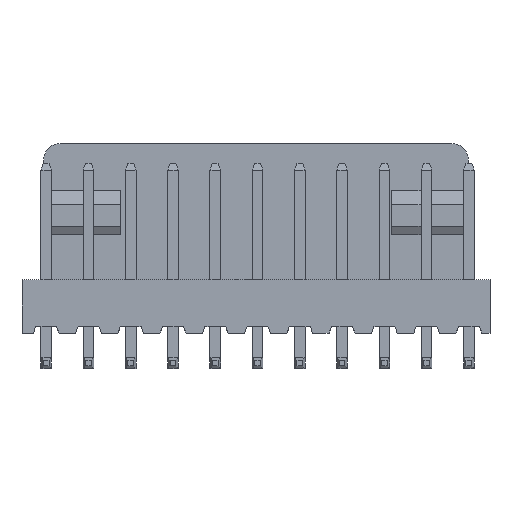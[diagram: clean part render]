
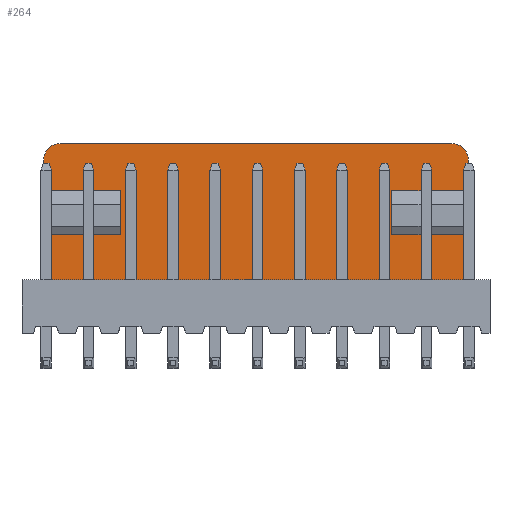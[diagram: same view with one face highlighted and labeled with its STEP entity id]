
A CAD part, top view. The second image highlights one B-rep face of the part: STEP entity #264.
In plain terms, the highlighted planar face has unit normal (0, 0, 1).
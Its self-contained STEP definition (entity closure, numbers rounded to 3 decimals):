
#264 = ADVANCED_FACE ( 'NONE', ( #3443 ), #4285, .T. ) ;
#1013 = VERTEX_POINT ( 'NONE', #5559 ) ;
#1016 = VERTEX_POINT ( 'NONE', #5562 ) ;
#1018 = VERTEX_POINT ( 'NONE', #5564 ) ;
#1022 = ORIENTED_EDGE ( 'NONE', *, *, #1756, .T. ) ;
#1033 = VERTEX_POINT ( 'NONE', #5566 ) ;
#1038 = ORIENTED_EDGE ( 'NONE', *, *, #1755, .F. ) ;
#1045 = VERTEX_POINT ( 'NONE', #5578 ) ;
#1054 = ORIENTED_EDGE ( 'NONE', *, *, #1757, .F. ) ;
#1061 = VERTEX_POINT ( 'NONE', #5589 ) ;
#1070 = ORIENTED_EDGE ( 'NONE', *, *, #1754, .F. ) ;
#1082 = VERTEX_POINT ( 'NONE', #5602 ) ;
#1084 = ORIENTED_EDGE ( 'NONE', *, *, #1753, .F. ) ;
#1086 = ORIENTED_EDGE ( 'NONE', *, *, #1732, .T. ) ;
#1100 = ORIENTED_EDGE ( 'NONE', *, *, #1752, .T. ) ;
#1102 = ORIENTED_EDGE ( 'NONE', *, *, #1727, .F. ) ;
#1113 = VERTEX_POINT ( 'NONE', #5621 ) ;
#1116 = ORIENTED_EDGE ( 'NONE', *, *, #1751, .F. ) ;
#1117 = ORIENTED_EDGE ( 'NONE', *, *, #1760, .T. ) ;
#1124 = VERTEX_POINT ( 'NONE', #5626 ) ;
#1129 = VERTEX_POINT ( 'NONE', #5630 ) ;
#1133 = ORIENTED_EDGE ( 'NONE', *, *, #1759, .F. ) ;
#1165 = ORIENTED_EDGE ( 'NONE', *, *, #1758, .T. ) ;
#1177 = VERTEX_POINT ( 'NONE', #5657 ) ;
#1180 = VERTEX_POINT ( 'NONE', #5660 ) ;
#1185 = VERTEX_POINT ( 'NONE', #5658 ) ;
#1188 = ORIENTED_EDGE ( 'NONE', *, *, #1742, .F. ) ;
#1190 = ORIENTED_EDGE ( 'NONE', *, *, #1750, .T. ) ;
#1288 = EDGE_LOOP ( 'NONE', ( #1116, #1100, #1084, #1086, #1070, #1102, #1038, #1022, #1054, #1188, #1165, #1190, #1133, #1117 ) ) ;
#1727 = EDGE_CURVE ( 'NONE', #2332, #1129, #5055, .T. ) ;
#1732 = EDGE_CURVE ( 'NONE', #1045, #1177, #5065, .T. ) ;
#1742 = EDGE_CURVE ( 'NONE', #1113, #1013, #5081, .T. ) ;
#1750 = EDGE_CURVE ( 'NONE', #1082, #1018, #5101, .T. ) ;
#1751 = EDGE_CURVE ( 'NONE', #1061, #1180, #5103, .T. ) ;
#1752 = EDGE_CURVE ( 'NONE', #1061, #1124, #5097, .T. ) ;
#1753 = EDGE_CURVE ( 'NONE', #1045, #1124, #5107, .T. ) ;
#1754 = EDGE_CURVE ( 'NONE', #1129, #1177, #5108, .T. ) ;
#1755 = EDGE_CURVE ( 'NONE', #1016, #2332, #5110, .T. ) ;
#1756 = EDGE_CURVE ( 'NONE', #1016, #1033, #5112, .T. ) ;
#1757 = EDGE_CURVE ( 'NONE', #1013, #1033, #5114, .T. ) ;
#1758 = EDGE_CURVE ( 'NONE', #1113, #1082, #5116, .T. ) ;
#1759 = EDGE_CURVE ( 'NONE', #1185, #1018, #5118, .T. ) ;
#1760 = EDGE_CURVE ( 'NONE', #1185, #1180, #5120, .T. ) ;
#2332 = VERTEX_POINT ( 'NONE', #7711 ) ;
#3443 = FACE_OUTER_BOUND ( 'NONE', #1288, .T. ) ;
#4285 = PLANE ( 'NONE',  #4567 ) ;
#4286 = CARTESIAN_POINT ( 'NONE',  ( 8.523, 53.751, -4.64 ) ) ;
#4291 = DIRECTION ( 'NONE',  ( 0., 0., 1. ) ) ;
#4292 = DIRECTION ( 'NONE',  ( 1., 0., 0. ) ) ;
#4567 = AXIS2_PLACEMENT_3D ( 'NONE', #4286, #4291, #4292 ) ;
#4680 = AXIS2_PLACEMENT_3D ( 'NONE', #6012, #6013, #6014 ) ;
#4681 = AXIS2_PLACEMENT_3D ( 'NONE', #6027, #6028, #6029 ) ;
#5055 = LINE ( 'NONE', #5960, #5058 ) ;
#5058 = VECTOR ( 'NONE', #5962, 1000. ) ;
#5065 = LINE ( 'NONE', #5970, #5068 ) ;
#5068 = VECTOR ( 'NONE', #5972, 1000. ) ;
#5081 = LINE ( 'NONE', #5975, #5088 ) ;
#5088 = VECTOR ( 'NONE', #5991, 1000. ) ;
#5097 = CIRCLE ( 'NONE', #4680, 1. ) ;
#5101 = LINE ( 'NONE', #6005, #5104 ) ;
#5103 = LINE ( 'NONE', #6007, #5106 ) ;
#5104 = VECTOR ( 'NONE', #6006, 1000. ) ;
#5106 = VECTOR ( 'NONE', #6009, 1000. ) ;
#5107 = LINE ( 'NONE', #6008, #5109 ) ;
#5108 = LINE ( 'NONE', #6015, #5111 ) ;
#5109 = VECTOR ( 'NONE', #6000, 1000. ) ;
#5110 = LINE ( 'NONE', #6017, #5113 ) ;
#5111 = VECTOR ( 'NONE', #6016, 1000. ) ;
#5112 = LINE ( 'NONE', #6019, #5115 ) ;
#5113 = VECTOR ( 'NONE', #6018, 1000. ) ;
#5114 = LINE ( 'NONE', #6021, #5117 ) ;
#5115 = VECTOR ( 'NONE', #6020, 1000. ) ;
#5116 = LINE ( 'NONE', #6023, #5119 ) ;
#5117 = VECTOR ( 'NONE', #6022, 1000. ) ;
#5118 = LINE ( 'NONE', #6025, #5121 ) ;
#5119 = VECTOR ( 'NONE', #6024, 1000. ) ;
#5120 = CIRCLE ( 'NONE', #4681, 1. ) ;
#5121 = VECTOR ( 'NONE', #6026, 1000. ) ;
#5559 = CARTESIAN_POINT ( 'NONE',  ( 35.343, 48.254, -4.64 ) ) ;
#5562 = CARTESIAN_POINT ( 'NONE',  ( 9.823, 45.547, -4.64 ) ) ;
#5564 = CARTESIAN_POINT ( 'NONE',  ( 35.343, 50.926, -4.64 ) ) ;
#5566 = CARTESIAN_POINT ( 'NONE',  ( 35.343, 45.547, -4.64 ) ) ;
#5578 = CARTESIAN_POINT ( 'NONE',  ( 9.823, 50.926, -4.64 ) ) ;
#5589 = CARTESIAN_POINT ( 'NONE',  ( 10.823, 53.751, -4.64 ) ) ;
#5602 = CARTESIAN_POINT ( 'NONE',  ( 30.743, 50.926, -4.64 ) ) ;
#5621 = CARTESIAN_POINT ( 'NONE',  ( 30.743, 48.254, -4.64 ) ) ;
#5626 = CARTESIAN_POINT ( 'NONE',  ( 9.823, 52.751, -4.64 ) ) ;
#5630 = CARTESIAN_POINT ( 'NONE',  ( 14.423, 48.254, -4.64 ) ) ;
#5657 = CARTESIAN_POINT ( 'NONE',  ( 14.423, 50.926, -4.64 ) ) ;
#5658 = CARTESIAN_POINT ( 'NONE',  ( 35.343, 52.751, -4.64 ) ) ;
#5660 = CARTESIAN_POINT ( 'NONE',  ( 34.343, 53.751, -4.64 ) ) ;
#5960 = CARTESIAN_POINT ( 'NONE',  ( 8.523, 48.254, -4.64 ) ) ;
#5962 = DIRECTION ( 'NONE',  ( 1., 0., 0. ) ) ;
#5970 = CARTESIAN_POINT ( 'NONE',  ( 8.523, 50.926, -4.64 ) ) ;
#5972 = DIRECTION ( 'NONE',  ( 1., 0., 0. ) ) ;
#5975 = CARTESIAN_POINT ( 'NONE',  ( 8.523, 48.254, -4.64 ) ) ;
#5991 = DIRECTION ( 'NONE',  ( 1., 0., 0. ) ) ;
#6000 = DIRECTION ( 'NONE',  ( 0., 1., 0. ) ) ;
#6005 = CARTESIAN_POINT ( 'NONE',  ( 8.523, 50.926, -4.64 ) ) ;
#6006 = DIRECTION ( 'NONE',  ( 1., 0., 0. ) ) ;
#6007 = CARTESIAN_POINT ( 'NONE',  ( 8.523, 53.751, -4.64 ) ) ;
#6008 = CARTESIAN_POINT ( 'NONE',  ( 9.823, 53.751, -4.64 ) ) ;
#6009 = DIRECTION ( 'NONE',  ( 1., 0., 0. ) ) ;
#6012 = CARTESIAN_POINT ( 'NONE',  ( 10.823, 52.751, -4.64 ) ) ;
#6013 = DIRECTION ( 'NONE',  ( 0., 0., 1. ) ) ;
#6014 = DIRECTION ( 'NONE',  ( 1., 0., 0. ) ) ;
#6015 = CARTESIAN_POINT ( 'NONE',  ( 14.423, 29.216, -4.64 ) ) ;
#6016 = DIRECTION ( 'NONE',  ( 0., 1., 0. ) ) ;
#6017 = CARTESIAN_POINT ( 'NONE',  ( 9.823, 48.254, -4.64 ) ) ;
#6018 = DIRECTION ( 'NONE',  ( 0., 1., 0. ) ) ;
#6019 = CARTESIAN_POINT ( 'NONE',  ( 8.523, 45.547, -4.64 ) ) ;
#6020 = DIRECTION ( 'NONE',  ( 1., 0., 0. ) ) ;
#6021 = CARTESIAN_POINT ( 'NONE',  ( 35.343, 48.254, -4.64 ) ) ;
#6022 = DIRECTION ( 'NONE',  ( 0., -1., 0. ) ) ;
#6023 = CARTESIAN_POINT ( 'NONE',  ( 30.743, 29.216, -4.64 ) ) ;
#6024 = DIRECTION ( 'NONE',  ( 0., 1., 0. ) ) ;
#6025 = CARTESIAN_POINT ( 'NONE',  ( 35.343, 53.751, -4.64 ) ) ;
#6026 = DIRECTION ( 'NONE',  ( 0., -1., 0. ) ) ;
#6027 = CARTESIAN_POINT ( 'NONE',  ( 34.343, 52.751, -4.64 ) ) ;
#6028 = DIRECTION ( 'NONE',  ( 0., 0., 1. ) ) ;
#6029 = DIRECTION ( 'NONE',  ( 1., 0., 0. ) ) ;
#7711 = CARTESIAN_POINT ( 'NONE',  ( 9.823, 48.254, -4.64 ) ) ;
